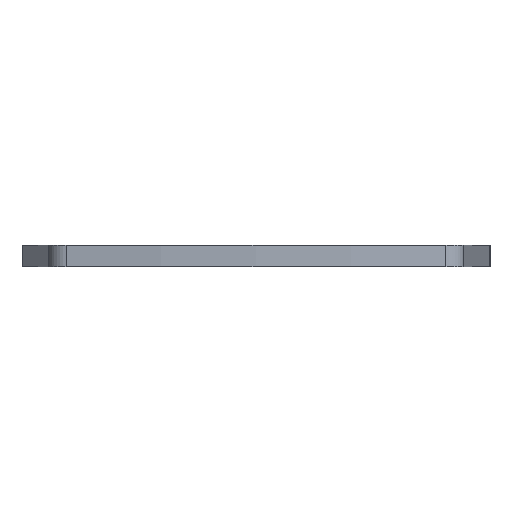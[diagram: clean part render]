
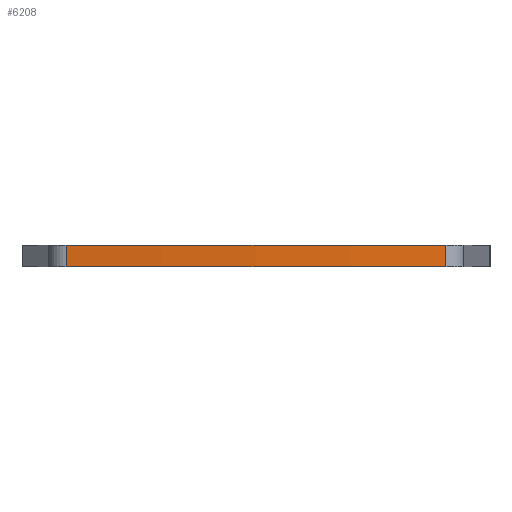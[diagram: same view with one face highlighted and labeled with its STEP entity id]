
A CAD part, front view. The second image highlights one B-rep face of the part: STEP entity #6208.
In plain terms, the highlighted cylindrical face has radius 381 mm (diameter 762 mm), a partial arc.
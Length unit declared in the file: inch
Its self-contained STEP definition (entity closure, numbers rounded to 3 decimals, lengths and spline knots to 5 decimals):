
#455 = ORIENTED_EDGE ( 'NONE', *, *, #4262, .F. ) ;
#627 = DIRECTION ( 'NONE',  ( 0., 0., 1. ) ) ;
#741 = CARTESIAN_POINT ( 'NONE',  ( -2.22458, -1.43474, 0. ) ) ;
#988 = CARTESIAN_POINT ( 'NONE',  ( 0., 13.39939, 0. ) ) ;
#1144 = AXIS2_PLACEMENT_3D ( 'NONE', #5785, #5756, #5879 ) ;
#1189 = ORIENTED_EDGE ( 'NONE', *, *, #7249, .T. ) ;
#1490 = EDGE_LOOP ( 'NONE', ( #1189, #455, #4237, #6143 ) ) ;
#1545 = VECTOR ( 'NONE', #2839, 39.37008 ) ;
#1573 = LINE ( 'NONE', #2915, #1545 ) ;
#1588 = CIRCLE ( 'NONE', #4363, 15. ) ;
#2005 = EDGE_CURVE ( 'NONE', #3640, #3928, #1588, .T. ) ;
#2819 = CYLINDRICAL_SURFACE ( 'NONE', #1144, 15. ) ;
#2839 = DIRECTION ( 'NONE',  ( 0., 0., -1. ) ) ;
#2915 = CARTESIAN_POINT ( 'NONE',  ( 2.22458, -1.43474, 0.25 ) ) ;
#3025 = FACE_OUTER_BOUND ( 'NONE', #1490, .T. ) ;
#3552 = DIRECTION ( 'NONE',  ( 1., 0., 0. ) ) ;
#3640 = VERTEX_POINT ( 'NONE', #5638 ) ;
#3928 = VERTEX_POINT ( 'NONE', #4578 ) ;
#4237 = ORIENTED_EDGE ( 'NONE', *, *, #2005, .F. ) ;
#4262 = EDGE_CURVE ( 'NONE', #3928, #5696, #1573, .T. ) ;
#4363 = AXIS2_PLACEMENT_3D ( 'NONE', #4875, #4848, #4840 ) ;
#4578 = CARTESIAN_POINT ( 'NONE',  ( 2.22458, -1.43474, 0.25 ) ) ;
#4840 = DIRECTION ( 'NONE',  ( 1., 0., 0. ) ) ;
#4848 = DIRECTION ( 'NONE',  ( 0., 0., 1. ) ) ;
#4875 = CARTESIAN_POINT ( 'NONE',  ( 0., 13.39939, 0.25 ) ) ;
#5055 = EDGE_CURVE ( 'NONE', #3640, #8425, #7762, .T. ) ;
#5638 = CARTESIAN_POINT ( 'NONE',  ( -2.22458, -1.43474, 0.25 ) ) ;
#5696 = VERTEX_POINT ( 'NONE', #8317 ) ;
#5756 = DIRECTION ( 'NONE',  ( 0., 0., -1. ) ) ;
#5785 = CARTESIAN_POINT ( 'NONE',  ( 0., 13.39939, 0.25 ) ) ;
#5879 = DIRECTION ( 'NONE',  ( -1., 0., 0. ) ) ;
#6143 = ORIENTED_EDGE ( 'NONE', *, *, #5055, .T. ) ;
#6208 = ADVANCED_FACE ( 'NONE', ( #3025 ), #2819, .T. ) ;
#6709 = CIRCLE ( 'NONE', #8304, 15. ) ;
#7249 = EDGE_CURVE ( 'NONE', #8425, #5696, #6709, .T. ) ;
#7350 = DIRECTION ( 'NONE',  ( 0., 0., -1. ) ) ;
#7753 = VECTOR ( 'NONE', #7350, 39.37008 ) ;
#7762 = LINE ( 'NONE', #7804, #7753 ) ;
#7804 = CARTESIAN_POINT ( 'NONE',  ( -2.22458, -1.43474, 0.25 ) ) ;
#8304 = AXIS2_PLACEMENT_3D ( 'NONE', #988, #627, #3552 ) ;
#8317 = CARTESIAN_POINT ( 'NONE',  ( 2.22458, -1.43474, 0. ) ) ;
#8425 = VERTEX_POINT ( 'NONE', #741 ) ;
